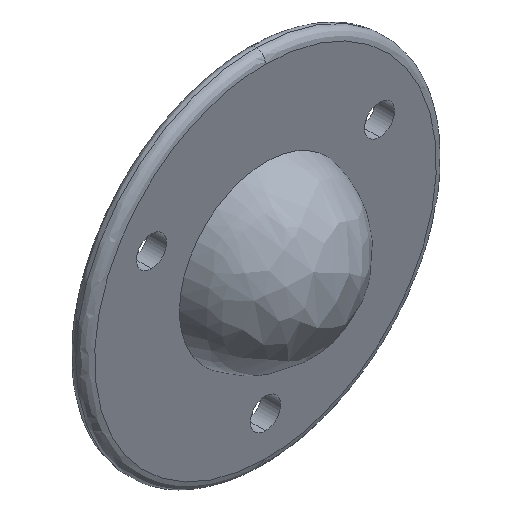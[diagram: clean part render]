
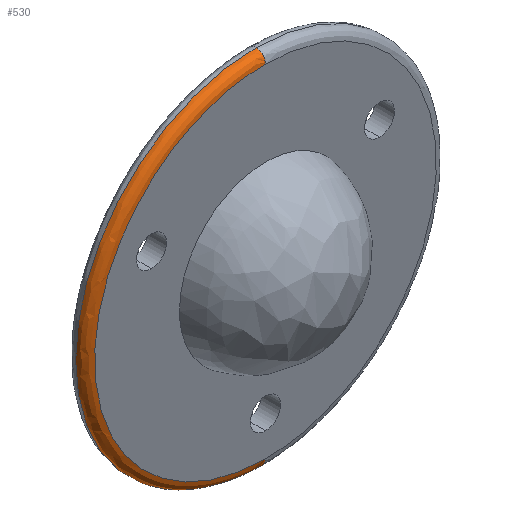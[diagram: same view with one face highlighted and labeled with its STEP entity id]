
A CAD part, isometric view. The second image highlights one B-rep face of the part: STEP entity #530.
In plain terms, the highlighted free-form (B-spline) face has degree [3, 3] with [4, 4] control points.
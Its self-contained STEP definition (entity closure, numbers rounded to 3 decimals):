
#38 = DIRECTION ( 'NONE',  ( 0., 0., -1. ) ) ;
#40 = CARTESIAN_POINT ( 'NONE',  ( 0., -2.821, -28.9 ) ) ;
#50 = DIRECTION ( 'NONE',  ( 0., -1., 0. ) ) ;
#100 = CARTESIAN_POINT ( 'NONE',  ( 0., -1.221, 30.5 ) ) ;
#111 = CARTESIAN_POINT ( 'NONE',  ( -61., -1.221, 30.5 ) ) ;
#128 = AXIS2_PLACEMENT_3D ( 'NONE', #881, #786, #459 ) ;
#144 = FACE_OUTER_BOUND ( 'NONE', #622, .T. ) ;
#169 = CARTESIAN_POINT ( 'NONE',  ( -61., -2.158, 30.5 ) ) ;
#171 = EDGE_CURVE ( 'NONE', #254, #1024, #941, .T. ) ;
#183 =( BOUNDED_SURFACE ( )  B_SPLINE_SURFACE ( 3, 3, ( 
 ( #501, #996, #842, #1082 ),
 ( #1076, #681, #249, #323 ),
 ( #417, #169, #437, #488 ),
 ( #100, #111, #1028, #268 ) ),
 .UNSPECIFIED., .F., .F., .F. ) 
 B_SPLINE_SURFACE_WITH_KNOTS ( ( 4, 4 ),
 ( 4, 4 ),
 ( 0., 1. ),
 ( 0., 1. ),
 .UNSPECIFIED. ) 
 GEOMETRIC_REPRESENTATION_ITEM ( )  RATIONAL_B_SPLINE_SURFACE ( (
 ( 1., 0.333, 0.333, 1.),
 ( 0.805, 0.268, 0.268, 0.805),
 ( 0.805, 0.268, 0.268, 0.805),
 ( 1., 0.333, 0.333, 1.) ) ) 
 REPRESENTATION_ITEM ( '' )  SURFACE ( )  );
#229 = VERTEX_POINT ( 'NONE', #40 ) ;
#234 = ORIENTED_EDGE ( 'NONE', *, *, #688, .T. ) ;
#236 = CARTESIAN_POINT ( 'NONE',  ( 0., -2.821, 28.9 ) ) ;
#249 = CARTESIAN_POINT ( 'NONE',  ( -59.675, -2.821, -29.837 ) ) ;
#254 = VERTEX_POINT ( 'NONE', #333 ) ;
#266 = EDGE_CURVE ( 'NONE', #229, #254, #1081, .T. ) ;
#268 = CARTESIAN_POINT ( 'NONE',  ( 0., -1.221, -30.5 ) ) ;
#323 = CARTESIAN_POINT ( 'NONE',  ( 0., -2.821, -29.837 ) ) ;
#333 = CARTESIAN_POINT ( 'NONE',  ( 0., -2.821, 28.9 ) ) ;
#365 = DIRECTION ( 'NONE',  ( 1., 0., 0. ) ) ;
#376 = AXIS2_PLACEMENT_3D ( 'NONE', #559, #50, #38 ) ;
#409 = CARTESIAN_POINT ( 'NONE',  ( -57.8, -2.821, -28.9 ) ) ;
#412 = ORIENTED_EDGE ( 'NONE', *, *, #171, .T. ) ;
#417 = CARTESIAN_POINT ( 'NONE',  ( 0., -2.158, 30.5 ) ) ;
#437 = CARTESIAN_POINT ( 'NONE',  ( -61., -2.158, -30.5 ) ) ;
#459 = DIRECTION ( 'NONE',  ( 0., 0., 1. ) ) ;
#477 = ORIENTED_EDGE ( 'NONE', *, *, #266, .T. ) ;
#488 = CARTESIAN_POINT ( 'NONE',  ( 0., -2.158, -30.5 ) ) ;
#501 = CARTESIAN_POINT ( 'NONE',  ( 0., -2.821, 28.9 ) ) ;
#530 = ADVANCED_FACE ( 'NONE', ( #144 ), #183, .T. ) ;
#546 = CARTESIAN_POINT ( 'NONE',  ( 0., -2.821, -28.9 ) ) ;
#554 = ORIENTED_EDGE ( 'NONE', *, *, #555, .F. ) ;
#555 = EDGE_CURVE ( 'NONE', #229, #638, #879, .T. ) ;
#559 = CARTESIAN_POINT ( 'NONE',  ( 0., -1.221, 0. ) ) ;
#622 = EDGE_LOOP ( 'NONE', ( #477, #412, #234, #554 ) ) ;
#626 = CARTESIAN_POINT ( 'NONE',  ( 0., -1.221, -28.9 ) ) ;
#638 = VERTEX_POINT ( 'NONE', #950 ) ;
#666 = CARTESIAN_POINT ( 'NONE',  ( -57.8, -2.821, 28.9 ) ) ;
#681 = CARTESIAN_POINT ( 'NONE',  ( -59.675, -2.821, 29.837 ) ) ;
#688 = EDGE_CURVE ( 'NONE', #1024, #638, #1056, .T. ) ;
#769 = CARTESIAN_POINT ( 'NONE',  ( 0., -1.221, 30.5 ) ) ;
#782 = DIRECTION ( 'NONE',  ( 0., 0., -1. ) ) ;
#786 = DIRECTION ( 'NONE',  ( -1., 0., 0. ) ) ;
#842 = CARTESIAN_POINT ( 'NONE',  ( -57.8, -2.821, -28.9 ) ) ;
#879 = CIRCLE ( 'NONE', #940, 1.6 ) ;
#881 = CARTESIAN_POINT ( 'NONE',  ( 0., -1.221, 28.9 ) ) ;
#940 = AXIS2_PLACEMENT_3D ( 'NONE', #626, #365, #782 ) ;
#941 = CIRCLE ( 'NONE', #128, 1.6 ) ;
#950 = CARTESIAN_POINT ( 'NONE',  ( 0., -1.221, -30.5 ) ) ;
#996 = CARTESIAN_POINT ( 'NONE',  ( -57.8, -2.821, 28.9 ) ) ;
#1024 = VERTEX_POINT ( 'NONE', #769 ) ;
#1028 = CARTESIAN_POINT ( 'NONE',  ( -61., -1.221, -30.5 ) ) ;
#1056 = CIRCLE ( 'NONE', #376, 30.5 ) ;
#1076 = CARTESIAN_POINT ( 'NONE',  ( 0., -2.821, 29.837 ) ) ;
#1081 =( BOUNDED_CURVE ( )  B_SPLINE_CURVE ( 3, ( #546, #409, #666, #236 ),
 .UNSPECIFIED., .F., .F. ) 
 B_SPLINE_CURVE_WITH_KNOTS ( ( 4, 4 ),
 ( 0., 1. ),
 .UNSPECIFIED. ) 
 CURVE ( )  GEOMETRIC_REPRESENTATION_ITEM ( )  RATIONAL_B_SPLINE_CURVE ( ( 1., 0.333, 0.333, 1. ) ) 
 REPRESENTATION_ITEM ( '' )  );
#1082 = CARTESIAN_POINT ( 'NONE',  ( 0., -2.821, -28.9 ) ) ;
